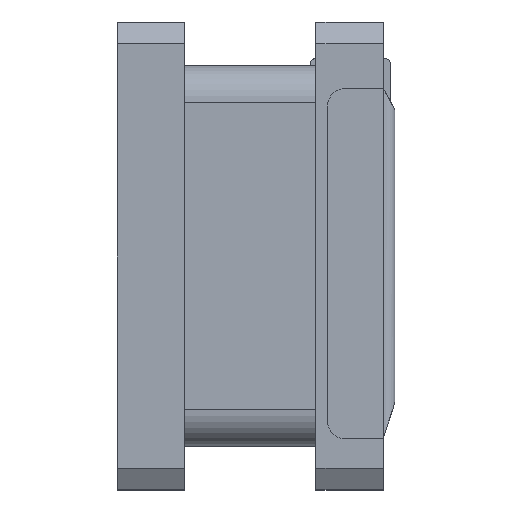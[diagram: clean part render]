
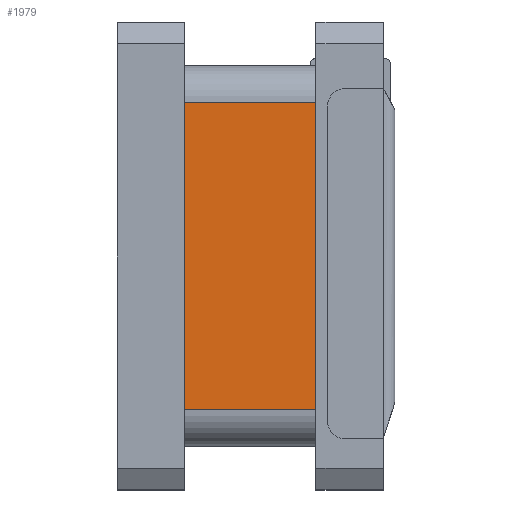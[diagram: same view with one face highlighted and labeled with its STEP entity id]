
A CAD part, left-side view. The second image highlights one B-rep face of the part: STEP entity #1979.
In plain terms, the highlighted planar face has unit normal (-1, 0, 0).
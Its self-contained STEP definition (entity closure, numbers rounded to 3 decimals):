
#2 = CARTESIAN_POINT ( 'NONE',  ( -0.86, 2.876, -0.525 ) ) ;
#29 = VECTOR ( 'NONE', #2638, 1000. ) ;
#122 = ORIENTED_EDGE ( 'NONE', *, *, #2019, .T. ) ;
#185 = PLANE ( 'NONE',  #1199 ) ;
#455 = DIRECTION ( 'NONE',  ( 0., -1., 0. ) ) ;
#456 = DIRECTION ( 'NONE',  ( -1., 0., 0. ) ) ;
#507 = CARTESIAN_POINT ( 'NONE',  ( -0.86, 0.72, 0.525 ) ) ;
#636 = DIRECTION ( 'NONE',  ( 0., 0., -1. ) ) ;
#659 = VERTEX_POINT ( 'NONE', #2967 ) ;
#971 = EDGE_CURVE ( 'NONE', #1208, #2306, #2952, .T. ) ;
#992 = ORIENTED_EDGE ( 'NONE', *, *, #1555, .T. ) ;
#1012 = EDGE_LOOP ( 'NONE', ( #1463, #122, #992, #1414 ) ) ;
#1054 = VECTOR ( 'NONE', #636, 1000. ) ;
#1136 = LINE ( 'NONE', #2, #29 ) ;
#1146 = CARTESIAN_POINT ( 'NONE',  ( -0.86, 2.876, 0. ) ) ;
#1153 = CARTESIAN_POINT ( 'NONE',  ( -0.86, 2.876, 0.525 ) ) ;
#1189 = DIRECTION ( 'NONE',  ( 0., 0., 1. ) ) ;
#1199 = AXIS2_PLACEMENT_3D ( 'NONE', #1146, #456, #1653 ) ;
#1208 = VERTEX_POINT ( 'NONE', #507 ) ;
#1414 = ORIENTED_EDGE ( 'NONE', *, *, #2270, .T. ) ;
#1428 = LINE ( 'NONE', #1665, #1054 ) ;
#1460 = VERTEX_POINT ( 'NONE', #1889 ) ;
#1463 = ORIENTED_EDGE ( 'NONE', *, *, #971, .F. ) ;
#1555 = EDGE_CURVE ( 'NONE', #1460, #659, #1136, .T. ) ;
#1627 = VECTOR ( 'NONE', #455, 1000. ) ;
#1653 = DIRECTION ( 'NONE',  ( 0., 0., 1. ) ) ;
#1665 = CARTESIAN_POINT ( 'NONE',  ( -0.86, 0.72, 0. ) ) ;
#1852 = FACE_OUTER_BOUND ( 'NONE', #1012, .T. ) ;
#1889 = CARTESIAN_POINT ( 'NONE',  ( -0.86, 0.72, -0.525 ) ) ;
#1979 = ADVANCED_FACE ( 'NONE', ( #1852 ), #185, .T. ) ;
#2019 = EDGE_CURVE ( 'NONE', #1208, #1460, #1428, .T. ) ;
#2165 = CARTESIAN_POINT ( 'NONE',  ( -0.86, 0.27, 0. ) ) ;
#2192 = VECTOR ( 'NONE', #1189, 1000. ) ;
#2270 = EDGE_CURVE ( 'NONE', #659, #2306, #3135, .T. ) ;
#2306 = VERTEX_POINT ( 'NONE', #2914 ) ;
#2638 = DIRECTION ( 'NONE',  ( 0., -1., 0. ) ) ;
#2914 = CARTESIAN_POINT ( 'NONE',  ( -0.86, 0.27, 0.525 ) ) ;
#2952 = LINE ( 'NONE', #1153, #1627 ) ;
#2967 = CARTESIAN_POINT ( 'NONE',  ( -0.86, 0.27, -0.525 ) ) ;
#3135 = LINE ( 'NONE', #2165, #2192 ) ;
